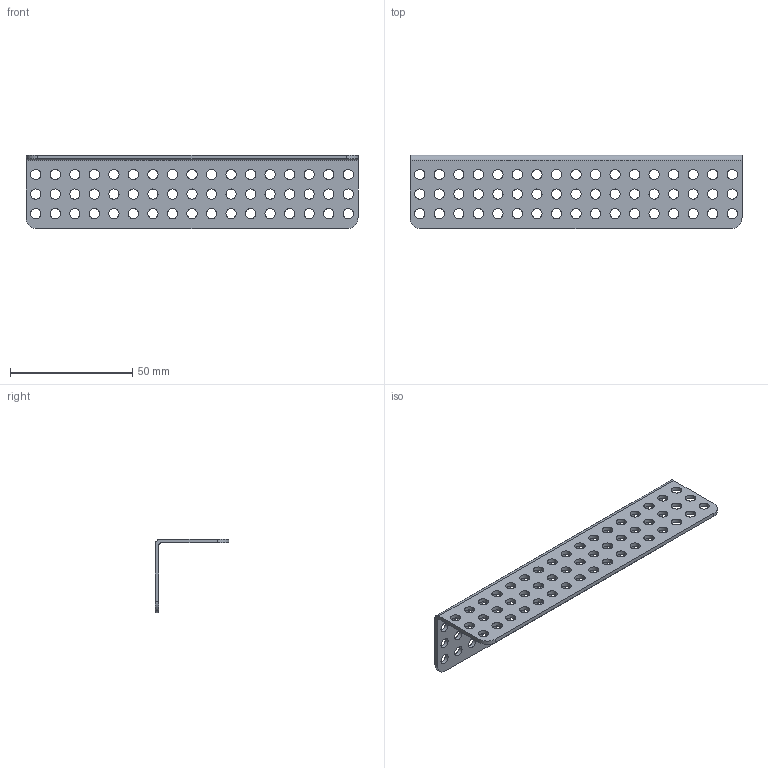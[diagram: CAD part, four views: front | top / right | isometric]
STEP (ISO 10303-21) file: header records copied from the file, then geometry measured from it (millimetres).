
FILE_DESCRIPTION(/* description */ (''),/* implementation_level */ '2;1');
FILE_NAME(/* name */ 'Matrix_31-0017.ipt.stp',/* time_stamp */ '2014-12-18T17:44:30-08:00',/* author */ ('Autodesk Inc.'),/* organization */ ('Autodesk Inc.'),/* preprocessor_version */ 'ST-DEVELOPER v15.6',/* originating_system */ 'Autodesk Inventor 2015',/* authorisation */ '');
FILE_SCHEMA (('AUTOMOTIVE_DESIGN { 1 0 10303 214 3 1 1 }'));
Length unit declared in the file: millimetre
Products named in the file (1): Matrix_31-0017
Bounding box: 136 x 30.3 x 30.3 mm (x, y, z)
Volume: 10401.9 mm3; surface area: 15764.4 mm2
Topology: 1 solids, 1 shells, 116 faces, 342 edges, 228 vertices
Faces by surface type: cylinder 108, plane 8
Full cylindrical faces by diameter (mm): 4.2 x102
Entity records: 3924 total; most frequent: DIRECTION 690, CARTESIAN_POINT 585, ORIENTED_EDGE 480, EDGE_LOOP 422, AXIS2_PLACEMENT_3D 333, FACE_BOUND 306, EDGE_CURVE 240, VERTEX_POINT 228
